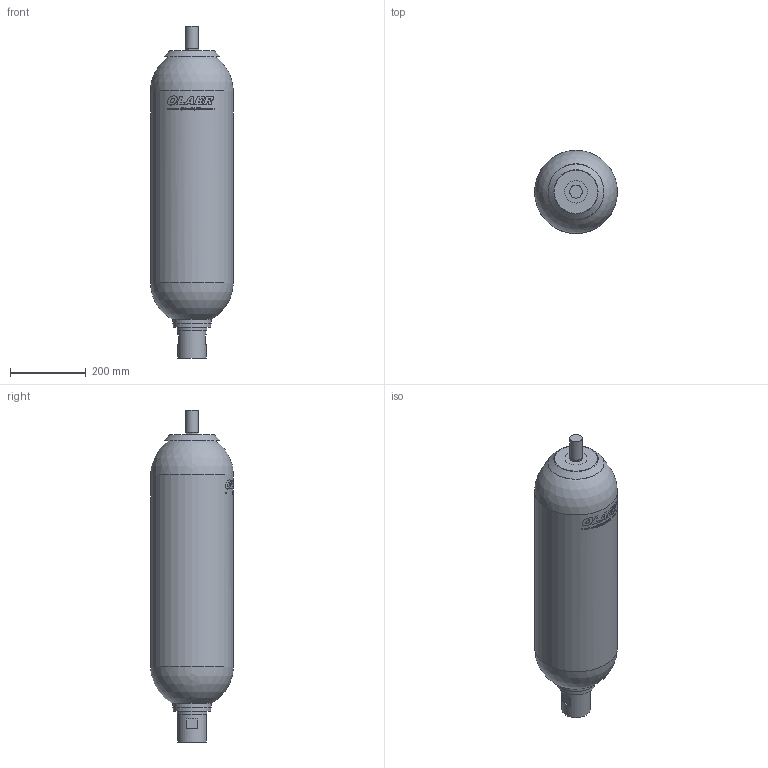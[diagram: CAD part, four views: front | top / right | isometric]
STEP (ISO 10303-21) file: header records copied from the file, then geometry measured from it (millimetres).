
FILE_DESCRIPTION( ( 'Unknown' ), '1' );
FILE_NAME( 'EHV_20-330_108371.stp', 'Unknown', ( 'Unknown' ), ( 'Unknown' ), 'PSStep 17.0.49', 'Unknown', ' ' );
FILE_SCHEMA( ( 'AUTOMOTIVE_DESIGN { 1 0 10303 214 1 1 1 1 }' ) );
Length unit declared in the file: millimetre
Products named in the file (1): 1
Bounding box: 219.1 x 219.1 x 877.7 mm (x, y, z)
Volume: 25005290.7 mm3; surface area: 579763.7 mm2
Topology: 1 solids, 1 shells, 222 faces, 519 edges, 335 vertices
Faces by surface type: plane 143, cylinder 36, extrusion 22, cone 13, torus 6, sphere 2
Full cylindrical faces by diameter (mm): 12 x1, 13.5 x1, 18 x1, 33.6 x1, 54 x1, 56.656 x1, 60 x1, 76 x1, 78 x1, 98.977 x1, 100.7 x1, 219.1 x1
Entity records: 10582 total; most frequent: CARTESIAN_POINT 3721, DIRECTION 1094, ORIENTED_EDGE 972, EDGE_CURVE 486, AXIS2_PLACEMENT_3D 441, VERTEX_POINT 332, EDGE_LOOP 288, FACE_OUTER_BOUND 244
